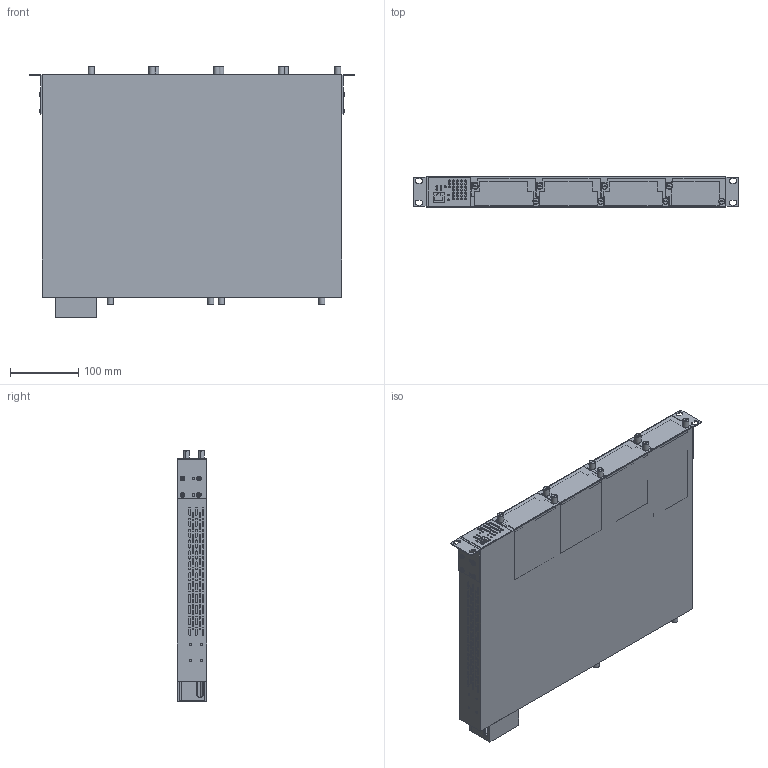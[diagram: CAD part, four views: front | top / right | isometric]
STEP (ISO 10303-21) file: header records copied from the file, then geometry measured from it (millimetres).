
FILE_DESCRIPTION(('CATIA V5 STEP Exchange','CAx-IF Rec.Pracs.--- Model Styling and Organization---1.4--- 2014-01-23'),'2;1');
FILE_NAME ('D1506521_3', '2022-11-15T12:11:07+00:00', ('none'), ('Weidmueller'), 'CATIA Version 5-6 Release 2016 SP3 HF44', 'CATIA V5 STEP AP214', 'none');
FILE_SCHEMA(('AUTOMOTIVE_DESIGN { 1 0 10303 214 1 1 1 1 }'));
Products named in the file (1): S3D_IE_SW_SL28M_LV
Bounding box: 478 x 44 x 368.14 mm (x, y, z)
Volume: 5294805.8 mm3; surface area: 536311.8 mm2
Topology: 76 solids, 78 shells, 2291 faces, 5374 edges, 3573 vertices
Faces by surface type: plane 1397, cylinder 684, extrusion 156, cone 32, torus 20, bspline 2
Entity records: 65397 total; most frequent: CARTESIAN_POINT 14945, ORIENTED_EDGE 10748, DIRECTION 7428, EDGE_CURVE 5374, VERTEX_POINT 3573, VECTOR 3526, LINE 3370, AXIS2_PLACEMENT_3D 2690
